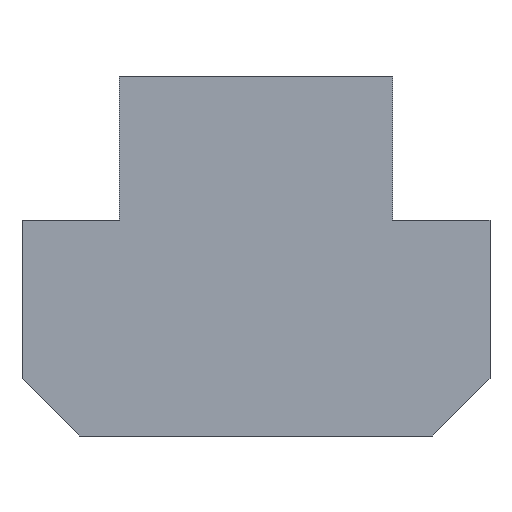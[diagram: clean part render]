
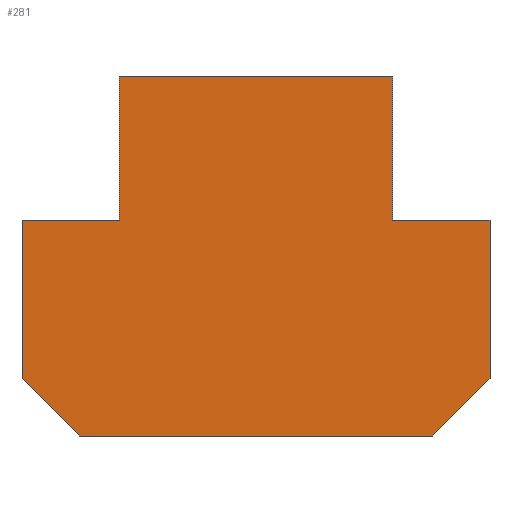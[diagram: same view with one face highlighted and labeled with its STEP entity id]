
A CAD part, front view. The second image highlights one B-rep face of the part: STEP entity #281.
In plain terms, the highlighted planar face has unit normal (0, -1, 0).
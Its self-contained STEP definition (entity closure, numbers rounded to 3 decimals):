
#121=EDGE_CURVE('',#279,#125,#318,.T.);
#125=VERTEX_POINT('',#323);
#131=EDGE_CURVE('',#161,#143,#329,.T.);
#139=EDGE_CURVE('',#143,#289,#337,.T.);
#143=VERTEX_POINT('',#341);
#149=EDGE_CURVE('',#187,#161,#348,.T.);
#161=VERTEX_POINT('',#361);
#165=EDGE_CURVE('',#125,#247,#365,.T.);
#171=EDGE_CURVE('',#249,#187,#371,.T.);
#187=VERTEX_POINT('',#392);
#193=EDGE_CURVE('',#199,#231,#398,.T.);
#199=VERTEX_POINT('',#404);
#201=EDGE_CURVE('',#247,#199,#406,.T.);
#211=EDGE_CURVE('',#231,#249,#418,.T.);
#231=VERTEX_POINT('',#440);
#247=VERTEX_POINT('',#457);
#249=VERTEX_POINT('',#459);
#263=EDGE_CURVE('',#289,#279,#473,.T.);
#279=VERTEX_POINT('',#490);
#281=ADVANCED_FACE('',(#492),#493,.T.);
#289=VERTEX_POINT('',#501);
#318=LINE('',#525,#526);
#323=CARTESIAN_POINT('',(3.8,-13.0,1.0));
#329=LINE('',#540,#541);
#337=LINE('',#553,#554);
#341=CARTESIAN_POINT('',(-3.8,-13.0,1.0));
#348=LINE('',#570,#571);
#361=CARTESIAN_POINT('',(-6.5,-13.0,1.0));
#365=LINE('',#598,#599);
#371=LINE('',#608,#609);
#392=CARTESIAN_POINT('',(-6.5,-13.0,-3.4));
#398=LINE('',#640,#641);
#404=CARTESIAN_POINT('',(6.5,-13.0,-3.4));
#406=LINE('',#652,#653);
#418=LINE('',#667,#668);
#440=CARTESIAN_POINT('',(4.9,-13.0,-5.0));
#457=CARTESIAN_POINT('',(6.5,-13.0,1.0));
#459=CARTESIAN_POINT('',(-4.9,-13.0,-5.0));
#473=LINE('',#743,#744);
#490=CARTESIAN_POINT('',(3.8,-13.0,5.0));
#492=FACE_OUTER_BOUND('',#768,.T.);
#493=PLANE('',#769);
#501=CARTESIAN_POINT('',(-3.8,-13.0,5.0));
#525=CARTESIAN_POINT('',(3.8,-13.0,1.0));
#526=VECTOR('',#802,1.0);
#540=CARTESIAN_POINT('',(-3.8,-13.0,1.0));
#541=VECTOR('',#818,1.0);
#553=CARTESIAN_POINT('',(-3.8,-13.0,5.0));
#554=VECTOR('',#823,1.0);
#570=CARTESIAN_POINT('',(-6.5,-13.0,1.0));
#571=VECTOR('',#834,1.0);
#598=CARTESIAN_POINT('',(6.5,-13.0,1.0));
#599=VECTOR('',#851,1.0);
#608=CARTESIAN_POINT('',(-6.5,-13.0,-3.4));
#609=VECTOR('',#853,1.0);
#640=CARTESIAN_POINT('',(4.9,-13.0,-5.0));
#641=VECTOR('',#899,1.0);
#652=CARTESIAN_POINT('',(6.5,-13.0,-3.4));
#653=VECTOR('',#901,1.0);
#667=CARTESIAN_POINT('',(-4.9,-13.0,-5.0));
#668=VECTOR('',#922,1.0);
#743=CARTESIAN_POINT('',(3.8,-13.0,5.0));
#744=VECTOR('',#964,1.0);
#768=EDGE_LOOP('',(#979,#980,#981,#982,#983,#984,#985,#986,#987,#988));
#769=AXIS2_PLACEMENT_3D('',#989,#990,#991);
#802=DIRECTION('',(0.0,0.,-1.0));
#818=DIRECTION('',(1.0,0.0,0.0));
#823=DIRECTION('',(0.0,0.,1.0));
#834=DIRECTION('',(0.0,0.,1.0));
#851=DIRECTION('',(1.0,0.0,0.0));
#853=DIRECTION('',(-0.707,0.,0.707));
#899=DIRECTION('',(-0.707,0.,-0.707));
#901=DIRECTION('',(0.0,0.,-1.0));
#922=DIRECTION('',(-1.0,0.0,0.0));
#964=DIRECTION('',(1.0,0.0,0.0));
#979=ORIENTED_EDGE('',*,*,#193,.F.);
#980=ORIENTED_EDGE('',*,*,#201,.F.);
#981=ORIENTED_EDGE('',*,*,#165,.F.);
#982=ORIENTED_EDGE('',*,*,#121,.F.);
#983=ORIENTED_EDGE('',*,*,#263,.F.);
#984=ORIENTED_EDGE('',*,*,#139,.F.);
#985=ORIENTED_EDGE('',*,*,#131,.F.);
#986=ORIENTED_EDGE('',*,*,#149,.F.);
#987=ORIENTED_EDGE('',*,*,#171,.F.);
#988=ORIENTED_EDGE('',*,*,#211,.F.);
#989=CARTESIAN_POINT('',(0.,-13.0,-0.253));
#990=DIRECTION('',(0.0,-1.0,0.));
#991=DIRECTION('',(1.0,0.0,0.0));
